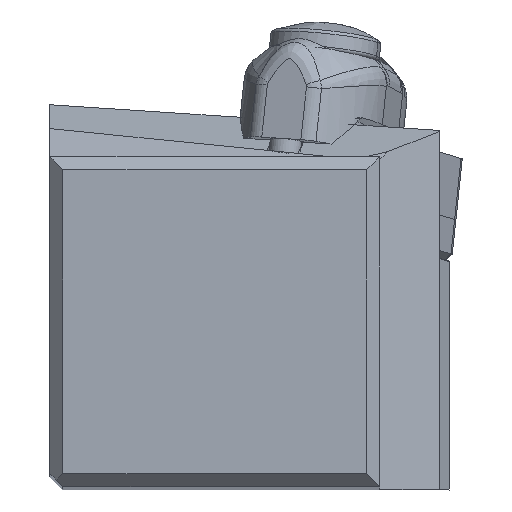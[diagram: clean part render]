
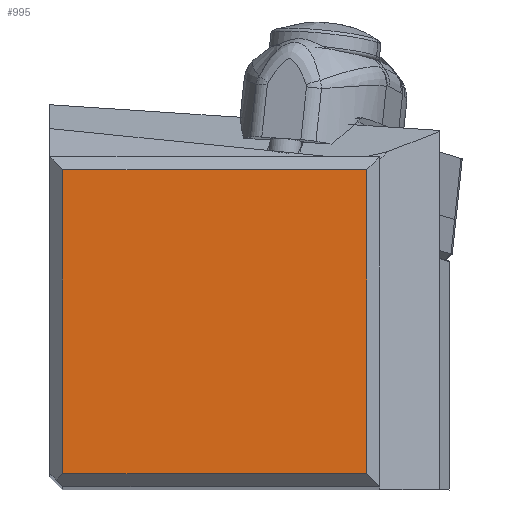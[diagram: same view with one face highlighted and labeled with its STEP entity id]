
A CAD part, top view. The second image highlights one B-rep face of the part: STEP entity #995.
In plain terms, the highlighted planar face has unit normal (0, 0, 1).
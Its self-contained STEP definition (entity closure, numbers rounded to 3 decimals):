
#728=FACE_OUTER_BOUND('',#1368,.T.);
#995=ADVANCED_FACE('',(#728),#1090,.T.);
#1090=PLANE('',#5518);
#1368=EDGE_LOOP('',(#2767,#2768,#2769,#2770));
#2767=ORIENTED_EDGE('',*,*,#4149,.F.);
#2768=ORIENTED_EDGE('',*,*,#4152,.T.);
#2769=ORIENTED_EDGE('',*,*,#3492,.F.);
#2770=ORIENTED_EDGE('',*,*,#4151,.F.);
#2973=VERTEX_POINT('',#6905);
#2974=VERTEX_POINT('',#6907);
#3402=VERTEX_POINT('',#12424);
#3403=VERTEX_POINT('',#12426);
#3492=EDGE_CURVE('',#2973,#2974,#4547,.T.);
#4149=EDGE_CURVE('',#3402,#3403,#4750,.T.);
#4151=EDGE_CURVE('',#3403,#2973,#4752,.T.);
#4152=EDGE_CURVE('',#3402,#2974,#4753,.T.);
#4547=LINE('',#6906,#4810);
#4750=LINE('',#12425,#5013);
#4752=LINE('',#12429,#5015);
#4753=LINE('',#12431,#5016);
#4810=VECTOR('',#5676,1.);
#5013=VECTOR('',#6659,1.);
#5015=VECTOR('',#6663,1.);
#5016=VECTOR('',#6666,1.);
#5518=AXIS2_PLACEMENT_3D('',#12432,#6667,#6668);
#5676=DIRECTION('',(-1.,0.,0.));
#6659=DIRECTION('',(1.,0.,0.));
#6663=DIRECTION('',(0.,-1.,0.));
#6666=DIRECTION('',(0.,-1.,0.));
#6667=DIRECTION('',(0.,0.,1.));
#6668=DIRECTION('',(1.,0.,0.));
#6905=CARTESIAN_POINT('',(24.4,1.,0.));
#6906=CARTESIAN_POINT('',(24.4,1.,0.));
#6907=CARTESIAN_POINT('',(1.,1.,0.));
#12424=CARTESIAN_POINT('',(1.,24.4,0.));
#12425=CARTESIAN_POINT('',(1.,24.4,0.));
#12426=CARTESIAN_POINT('',(24.4,24.4,0.));
#12429=CARTESIAN_POINT('',(24.4,24.4,0.));
#12431=CARTESIAN_POINT('',(1.,24.4,0.));
#12432=CARTESIAN_POINT('',(12.7,12.7,0.));
